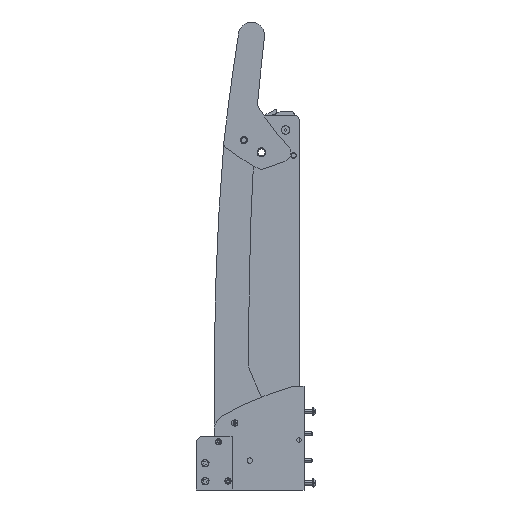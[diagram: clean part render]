
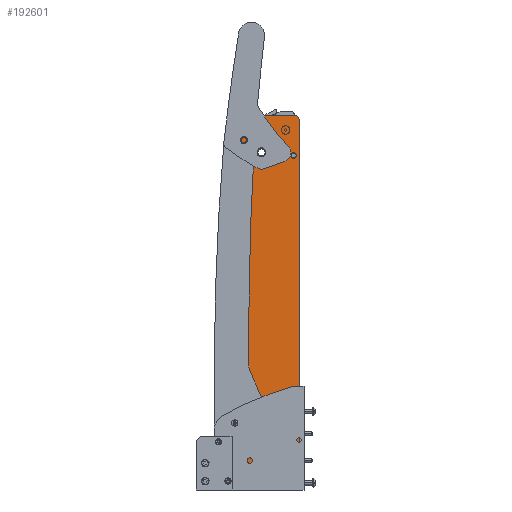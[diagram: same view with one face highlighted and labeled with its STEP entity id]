
A CAD part, left-side view. The second image highlights one B-rep face of the part: STEP entity #192601.
In plain terms, the highlighted face is planar.
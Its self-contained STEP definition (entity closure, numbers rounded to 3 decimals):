
#2229 = VERTEX_POINT ( 'NONE', #58740 ) ;
#3985 = EDGE_CURVE ( 'NONE', #218473, #182961, #74240, .T. ) ;
#4404 = EDGE_CURVE ( 'NONE', #246160, #46762, #114272, .T. ) ;
#6070 = ORIENTED_EDGE ( 'NONE', *, *, #4404, .T. ) ;
#11448 = VERTEX_POINT ( 'NONE', #91931 ) ;
#13082 = DIRECTION ( 'NONE',  ( 1., 0., 0. ) ) ;
#17799 = EDGE_LOOP ( 'NONE', ( #76888, #97070, #31696, #229767, #174205, #225341, #99538, #6070 ) ) ;
#19386 = CARTESIAN_POINT ( 'NONE',  ( 202.5, 40., -5. ) ) ;
#19668 = DIRECTION ( 'NONE',  ( -1., 0., 0. ) ) ;
#20133 = DIRECTION ( 'NONE',  ( -1., 0., 0. ) ) ;
#23952 = AXIS2_PLACEMENT_3D ( 'NONE', #67760, #88445, #255366 ) ;
#28882 = ORIENTED_EDGE ( 'NONE', *, *, #143424, .F. ) ;
#30189 = CARTESIAN_POINT ( 'NONE',  ( -206.5, -40., -5. ) ) ;
#31696 = ORIENTED_EDGE ( 'NONE', *, *, #123826, .F. ) ;
#37297 = ORIENTED_EDGE ( 'NONE', *, *, #149772, .F. ) ;
#38294 = DIRECTION ( 'NONE',  ( 0., 0., -1. ) ) ;
#46172 = VERTEX_POINT ( 'NONE', #203300 ) ;
#46762 = VERTEX_POINT ( 'NONE', #54757 ) ;
#46966 = EDGE_CURVE ( 'NONE', #132763, #217968, #172093, .T. ) ;
#53164 = CIRCLE ( 'NONE', #123658, 4. ) ;
#54757 = CARTESIAN_POINT ( 'NONE',  ( 206.5, 36., -5. ) ) ;
#55769 = VERTEX_POINT ( 'NONE', #203850 ) ;
#58740 = CARTESIAN_POINT ( 'NONE',  ( 182.5, 0., -5. ) ) ;
#61247 = VERTEX_POINT ( 'NONE', #228047 ) ;
#61588 = DIRECTION ( 'NONE',  ( 0., 0., 1. ) ) ;
#65523 = AXIS2_PLACEMENT_3D ( 'NONE', #224601, #185943, #103222 ) ;
#65979 = CARTESIAN_POINT ( 'NONE',  ( -202.5, 36., -5. ) ) ;
#67760 = CARTESIAN_POINT ( 'NONE',  ( 179.5, 0., -5. ) ) ;
#69999 = VECTOR ( 'NONE', #162289, 1000. ) ;
#70707 = DIRECTION ( 'NONE',  ( 0., 0., -1. ) ) ;
#74240 = LINE ( 'NONE', #30189, #86961 ) ;
#76888 = ORIENTED_EDGE ( 'NONE', *, *, #120391, .F. ) ;
#80009 = VECTOR ( 'NONE', #13082, 1000. ) ;
#83726 = CARTESIAN_POINT ( 'NONE',  ( 202.5, -36., -5. ) ) ;
#86232 = AXIS2_PLACEMENT_3D ( 'NONE', #65979, #169438, #107359 ) ;
#86961 = VECTOR ( 'NONE', #223175, 1000. ) ;
#88445 = DIRECTION ( 'NONE',  ( 0., 0., -1. ) ) ;
#89003 = VECTOR ( 'NONE', #197938, 1000. ) ;
#90139 = CIRCLE ( 'NONE', #86232, 4. ) ;
#91248 = EDGE_CURVE ( 'NONE', #218473, #61247, #90139, .T. ) ;
#91931 = CARTESIAN_POINT ( 'NONE',  ( 206.5, -36., -5. ) ) ;
#93160 = LINE ( 'NONE', #258760, #89003 ) ;
#94817 = CARTESIAN_POINT ( 'NONE',  ( 206.5, -40., -5. ) ) ;
#97070 = ORIENTED_EDGE ( 'NONE', *, *, #145413, .T. ) ;
#98810 = ORIENTED_EDGE ( 'NONE', *, *, #46966, .T. ) ;
#99538 = ORIENTED_EDGE ( 'NONE', *, *, #166106, .F. ) ;
#99971 = LINE ( 'NONE', #138591, #80009 ) ;
#100624 = ORIENTED_EDGE ( 'NONE', *, *, #219152, .T. ) ;
#103222 = DIRECTION ( 'NONE',  ( 1., 0., 0. ) ) ;
#107359 = DIRECTION ( 'NONE',  ( -1., 0., 0. ) ) ;
#107612 = CIRCLE ( 'NONE', #23952, 3. ) ;
#112111 = DIRECTION ( 'NONE',  ( -1., 0., 0. ) ) ;
#114272 = CIRCLE ( 'NONE', #219974, 4. ) ;
#119676 = AXIS2_PLACEMENT_3D ( 'NONE', #135467, #70707, #112111 ) ;
#120391 = EDGE_CURVE ( 'NONE', #11448, #46762, #199584, .T. ) ;
#121378 = CARTESIAN_POINT ( 'NONE',  ( -161.5, 2., -5. ) ) ;
#122148 = EDGE_CURVE ( 'NONE', #55769, #182961, #185332, .T. ) ;
#123658 = AXIS2_PLACEMENT_3D ( 'NONE', #83726, #269940, #268572 ) ;
#123826 = EDGE_CURVE ( 'NONE', #55769, #160294, #99971, .T. ) ;
#124216 = CIRCLE ( 'NONE', #119676, 3. ) ;
#124954 = DIRECTION ( 'NONE',  ( 0., 0., -1. ) ) ;
#132763 = VERTEX_POINT ( 'NONE', #121378 ) ;
#135068 = CARTESIAN_POINT ( 'NONE',  ( -206.5, -36., -5. ) ) ;
#135467 = CARTESIAN_POINT ( 'NONE',  ( 179.5, 0., -5. ) ) ;
#138591 = CARTESIAN_POINT ( 'NONE',  ( -206.5, -40., -5. ) ) ;
#143424 = EDGE_CURVE ( 'NONE', #2229, #46172, #107612, .T. ) ;
#145413 = EDGE_CURVE ( 'NONE', #11448, #160294, #53164, .T. ) ;
#145697 = DIRECTION ( 'NONE',  ( 1., 0., 0. ) ) ;
#149772 = EDGE_CURVE ( 'NONE', #46172, #2229, #124216, .T. ) ;
#160226 = EDGE_LOOP ( 'NONE', ( #37297, #28882 ) ) ;
#160294 = VERTEX_POINT ( 'NONE', #188351 ) ;
#162289 = DIRECTION ( 'NONE',  ( 0., 1., 0. ) ) ;
#162399 = FACE_BOUND ( 'NONE', #227112, .T. ) ;
#163269 = AXIS2_PLACEMENT_3D ( 'NONE', #168585, #212699, #19668 ) ;
#166106 = EDGE_CURVE ( 'NONE', #246160, #61247, #93160, .T. ) ;
#168585 = CARTESIAN_POINT ( 'NONE',  ( -202.5, -36., -5. ) ) ;
#169438 = DIRECTION ( 'NONE',  ( 0., 0., -1. ) ) ;
#171689 = CARTESIAN_POINT ( 'NONE',  ( -206.5, 36., -5. ) ) ;
#172093 = CIRCLE ( 'NONE', #207323, 4. ) ;
#174205 = ORIENTED_EDGE ( 'NONE', *, *, #3985, .F. ) ;
#180466 = CARTESIAN_POINT ( 'NONE',  ( -169.5, 2., -5. ) ) ;
#182961 = VERTEX_POINT ( 'NONE', #135068 ) ;
#184376 = CIRCLE ( 'NONE', #65523, 4. ) ;
#184458 = FACE_BOUND ( 'NONE', #160226, .T. ) ;
#185332 = CIRCLE ( 'NONE', #163269, 4. ) ;
#185943 = DIRECTION ( 'NONE',  ( 0., 0., 1. ) ) ;
#188351 = CARTESIAN_POINT ( 'NONE',  ( 202.5, -40., -5. ) ) ;
#192601 = ADVANCED_FACE ( 'NONE', ( #228600, #162399, #184458 ), #206504, .T. ) ;
#197938 = DIRECTION ( 'NONE',  ( -1., 0., 0. ) ) ;
#199584 = LINE ( 'NONE', #94817, #69999 ) ;
#203300 = CARTESIAN_POINT ( 'NONE',  ( 176.5, 0., -5. ) ) ;
#203850 = CARTESIAN_POINT ( 'NONE',  ( -202.5, -40., -5. ) ) ;
#206504 = PLANE ( 'NONE',  #230963 ) ;
#207323 = AXIS2_PLACEMENT_3D ( 'NONE', #250557, #61588, #145697 ) ;
#212699 = DIRECTION ( 'NONE',  ( 0., 0., -1. ) ) ;
#217968 = VERTEX_POINT ( 'NONE', #180466 ) ;
#218473 = VERTEX_POINT ( 'NONE', #171689 ) ;
#219152 = EDGE_CURVE ( 'NONE', #217968, #132763, #184376, .T. ) ;
#219974 = AXIS2_PLACEMENT_3D ( 'NONE', #269785, #124954, #20133 ) ;
#223175 = DIRECTION ( 'NONE',  ( 0., -1., 0. ) ) ;
#224601 = CARTESIAN_POINT ( 'NONE',  ( -165.5, 2., -5. ) ) ;
#225341 = ORIENTED_EDGE ( 'NONE', *, *, #91248, .T. ) ;
#225850 = CARTESIAN_POINT ( 'NONE',  ( -206.5, 40., -5. ) ) ;
#227112 = EDGE_LOOP ( 'NONE', ( #98810, #100624 ) ) ;
#228047 = CARTESIAN_POINT ( 'NONE',  ( -202.5, 40., -5. ) ) ;
#228600 = FACE_OUTER_BOUND ( 'NONE', #17799, .T. ) ;
#229767 = ORIENTED_EDGE ( 'NONE', *, *, #122148, .T. ) ;
#230963 = AXIS2_PLACEMENT_3D ( 'NONE', #225850, #38294, #269998 ) ;
#246160 = VERTEX_POINT ( 'NONE', #19386 ) ;
#250557 = CARTESIAN_POINT ( 'NONE',  ( -165.5, 2., -5. ) ) ;
#255366 = DIRECTION ( 'NONE',  ( -1., 0., 0. ) ) ;
#258760 = CARTESIAN_POINT ( 'NONE',  ( -206.5, 40., -5. ) ) ;
#268572 = DIRECTION ( 'NONE',  ( -1., 0., 0. ) ) ;
#269785 = CARTESIAN_POINT ( 'NONE',  ( 202.5, 36., -5. ) ) ;
#269940 = DIRECTION ( 'NONE',  ( 0., 0., -1. ) ) ;
#269998 = DIRECTION ( 'NONE',  ( -1., 0., 0. ) ) ;
